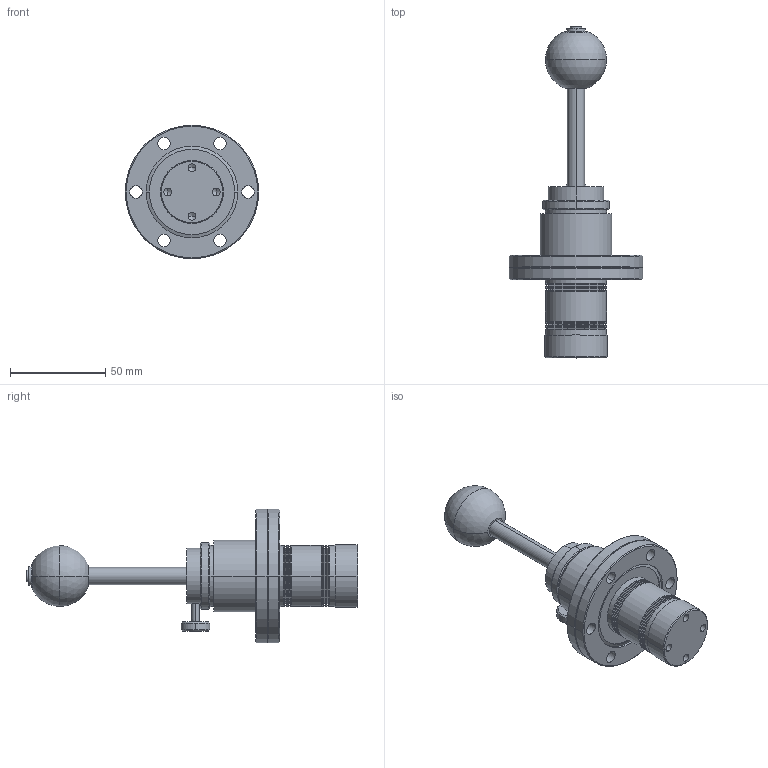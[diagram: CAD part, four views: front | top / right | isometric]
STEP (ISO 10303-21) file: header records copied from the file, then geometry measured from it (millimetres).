
FILE_DESCRIPTION((''),'2;1');
FILE_NAME('ZLDP250','2012-01-17T',('graeme.farley'),(''),'PRO/ENGINEER BY PARAMETRIC TECHNOLOGY CORPORATION, 2010140','PRO/ENGINEER BY PARAMETRIC TECHNOLOGY CORPORATION, 2010140','');
FILE_SCHEMA(('CONFIG_CONTROL_DESIGN'));
Length unit declared in the file: millimetre
Products named in the file (1): ZLDP250
Bounding box: 70 x 174 x 70 mm (x, y, z)
Volume: 134215.6 mm3; surface area: 29970.7 mm2
Topology: 1 solids, 1 shells, 162 faces, 359 edges, 208 vertices
Faces by surface type: cone 78, cylinder 64, plane 16, sphere 4
Entity records: 4496 total; most frequent: DIRECTION 875, CARTESIAN_POINT 748, ORIENTED_EDGE 702, AXIS2_PLACEMENT_3D 366, EDGE_CURVE 351, VERTEX_POINT 208, CIRCLE 204, EDGE_LOOP 191
